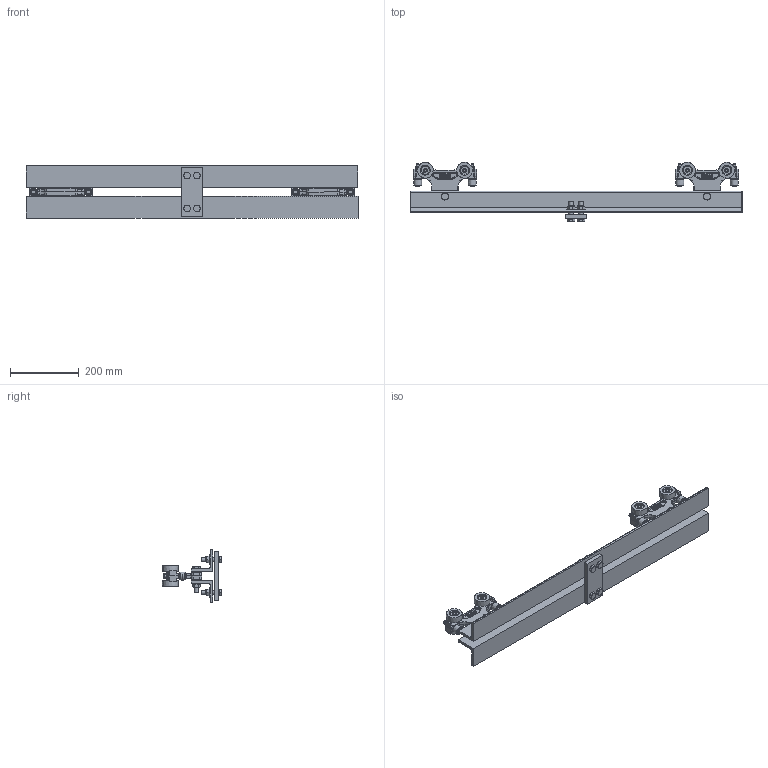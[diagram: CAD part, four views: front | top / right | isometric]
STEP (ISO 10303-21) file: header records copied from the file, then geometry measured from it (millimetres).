
FILE_DESCRIPTION((''),'2;1');
FILE_NAME('22548 ETA-4 RIGID END TRUCK 2FT 6IN WB.stp','2011-03-03T13:14:25',('jholman'),(''),'Autodesk Inventor 2009','Autodesk Inventor 2009','');
FILE_SCHEMA(('AUTOMOTIVE_DESIGN { 1 0 10303 214 1 1 1 1 }'));
Length unit declared in the file: inch
Products named in the file (23): 3D11V7F4D; 3D11T7F4B; 3D11U7F4D; Prevailing Torque Type Hex Nut - UNC (Regular Thread - Inch)  (IFI) 1/2 - 13 Metal Type; 3D11N3B4A; Hex Cap Screw - Inch 1/2-13 UNC - 2; 20115; 59801M; 59801_1; 3D11N9B4B; 3D11N7B4C; 3D11V6B4B; 3D11D6B4A; 3D11F6B4A; 3D1185B4B; 3D11SWF4A; 3D11QWF4A; 3D11RWF4A; 3D11TWF4A; 3D11UWF4A; 3D110XF4B; 3D11Q9B4A; Hex Cap Screw - Inch 1/2-13 UNC - 2.75
Assembly tree (50 placements, depth 4):
  3D11V7F4D
    3D11T7F4B
    3D11U7F4D  x2
    Prevailing Torque Type Hex Nut - UNC (Regular Thread - Inch)  (IFI) 1/2 - 13 Metal Type  x6
    3D11N3B4A  x6
    Hex Cap Screw - Inch 1/2-13 UNC - 2  x4
    20115  x2
      59801M
        59801_1
      3D11N9B4B
        3D11N7B4C
        3D11V6B4B
      3D11D6B4A
      3D11F6B4A
      3D1185B4B
      3D11SWF4A
        3D11QWF4A
        3D11RWF4A
        3D11TWF4A  x2
        3D11UWF4A
      3D110XF4B
      3D11Q9B4A
    Hex Cap Screw - Inch 1/2-13 UNC - 2.75  x2
Bounding box: 965.2 x 172.35 x 152.4 mm (x, y, z)
Volume: 2650122.7 mm3; surface area: 737155.1 mm2
Topology: 83 solids, 83 shells, 3078 faces, 7142 edges, 4278 vertices
Faces by surface type: plane 1008, bspline 910, cylinder 604, cone 264, torus 180, sphere 112
Full cylindrical faces by diameter (mm): 6.909 x4, 7 x8, 7.036 x4, 7.099 x4, 7.137 x4, 10.249 x4, 11.176 x4, 12 x4, 12.7 x6, 15.011 x4, 16.866 x8, 16.993 x8, 17 x8, 17.145 x6, 23.813 x16, 26.988 x6, 28.6 x16
Entity records: 35492 total; most frequent: CARTESIAN_POINT 13134, ORIENTED_EDGE 4412, DIRECTION 4337, EDGE_CURVE 2206, AXIS2_PLACEMENT_3D 1621, VERTEX_POINT 1389, EDGE_LOOP 1183, VECTOR 1095
